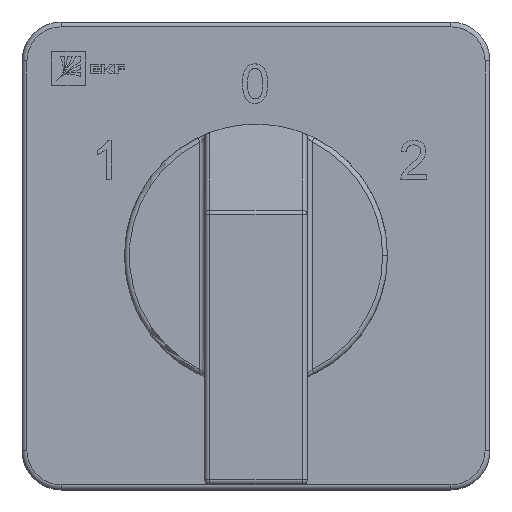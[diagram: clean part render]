
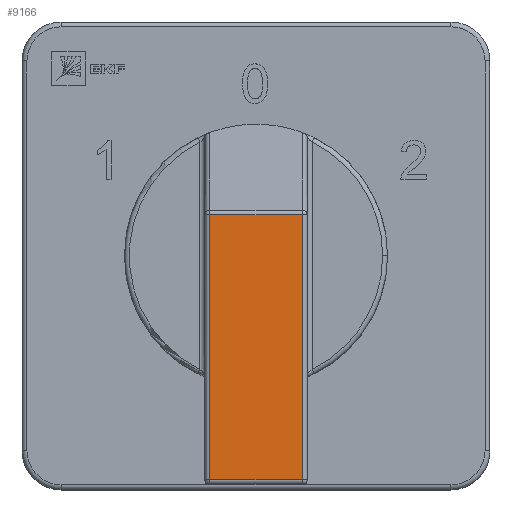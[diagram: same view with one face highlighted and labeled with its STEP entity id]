
A CAD part, top view. The second image highlights one B-rep face of the part: STEP entity #9166.
In plain terms, the highlighted planar face has unit normal (0, 0, 1).
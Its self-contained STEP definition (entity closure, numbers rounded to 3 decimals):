
#71 = DIRECTION ( 'NONE',  ( 0., 1., 0. ) ) ;
#243 = DIRECTION ( 'NONE',  ( -1., 0., 0. ) ) ;
#741 = CARTESIAN_POINT ( 'NONE',  ( 5.25, -23., 23.5 ) ) ;
#796 = DIRECTION ( 'NONE',  ( 1., 0., 0. ) ) ;
#843 = VECTOR ( 'NONE', #11691, 1000. ) ;
#1286 = ORIENTED_EDGE ( 'NONE', *, *, #10766, .T. ) ;
#1632 = CARTESIAN_POINT ( 'NONE',  ( -4.75, 4.203, 23.5 ) ) ;
#1870 = LINE ( 'NONE', #3605, #843 ) ;
#1983 = VECTOR ( 'NONE', #12534, 1000. ) ;
#2458 = VECTOR ( 'NONE', #243, 1000. ) ;
#3605 = CARTESIAN_POINT ( 'NONE',  ( -4.75, -23.5, 23.5 ) ) ;
#3874 = EDGE_CURVE ( 'NONE', #15293, #13847, #9173, .T. ) ;
#4857 = VERTEX_POINT ( 'NONE', #1632 ) ;
#7243 = CARTESIAN_POINT ( 'NONE',  ( 4.75, 4.5, 23.5 ) ) ;
#9166 = ADVANCED_FACE ( 'NONE', ( #15169 ), #15690, .F. ) ;
#9173 = LINE ( 'NONE', #741, #10008 ) ;
#9191 = LINE ( 'NONE', #7243, #1983 ) ;
#9252 = ORIENTED_EDGE ( 'NONE', *, *, #14879, .T. ) ;
#10008 = VECTOR ( 'NONE', #796, 1000. ) ;
#10505 = DIRECTION ( 'NONE',  ( 0., 0., -1. ) ) ;
#10572 = ORIENTED_EDGE ( 'NONE', *, *, #3874, .T. ) ;
#10681 = CARTESIAN_POINT ( 'NONE',  ( -4.75, -23., 23.5 ) ) ;
#10766 = EDGE_CURVE ( 'NONE', #13847, #13428, #9191, .T. ) ;
#10948 = CARTESIAN_POINT ( 'NONE',  ( 4.75, 4.203, 23.5 ) ) ;
#11691 = DIRECTION ( 'NONE',  ( 0., -1., 0. ) ) ;
#11808 = CARTESIAN_POINT ( 'NONE',  ( 5.25, 4.5, 23.5 ) ) ;
#12128 = CARTESIAN_POINT ( 'NONE',  ( 5.25, 4.203, 23.5 ) ) ;
#12319 = ORIENTED_EDGE ( 'NONE', *, *, #16446, .T. ) ;
#12534 = DIRECTION ( 'NONE',  ( 0., 1., 0. ) ) ;
#13389 = EDGE_LOOP ( 'NONE', ( #1286, #12319, #9252, #10572 ) ) ;
#13428 = VERTEX_POINT ( 'NONE', #10948 ) ;
#13847 = VERTEX_POINT ( 'NONE', #14448 ) ;
#14448 = CARTESIAN_POINT ( 'NONE',  ( 4.75, -23., 23.5 ) ) ;
#14879 = EDGE_CURVE ( 'NONE', #4857, #15293, #1870, .T. ) ;
#15169 = FACE_OUTER_BOUND ( 'NONE', #13389, .T. ) ;
#15293 = VERTEX_POINT ( 'NONE', #10681 ) ;
#15470 = AXIS2_PLACEMENT_3D ( 'NONE', #11808, #10505, #71 ) ;
#15690 = PLANE ( 'NONE',  #15470 ) ;
#16392 = LINE ( 'NONE', #12128, #2458 ) ;
#16446 = EDGE_CURVE ( 'NONE', #13428, #4857, #16392, .T. ) ;
